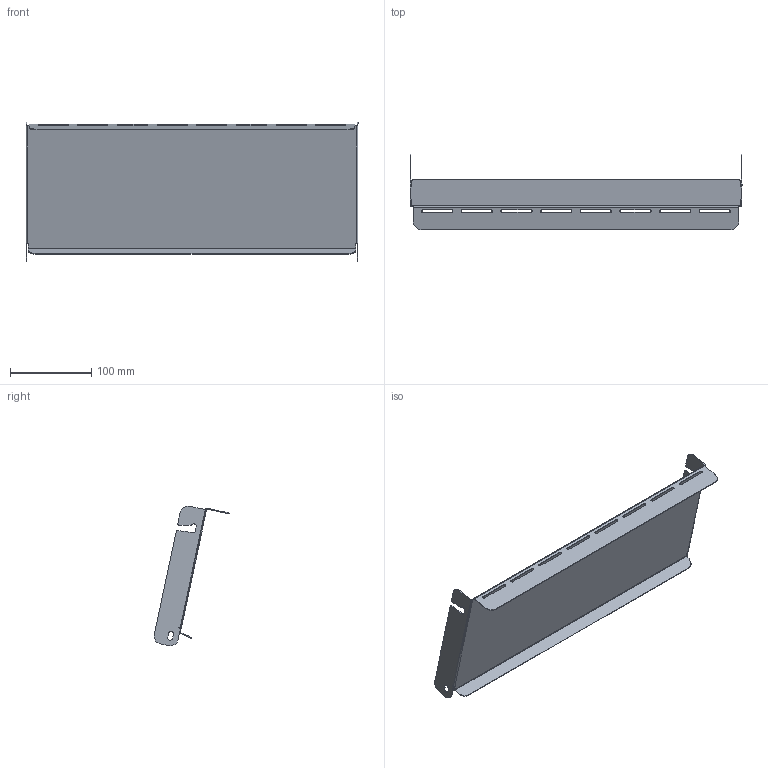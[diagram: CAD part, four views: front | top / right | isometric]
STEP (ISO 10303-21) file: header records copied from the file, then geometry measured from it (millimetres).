
FILE_DESCRIPTION(/* description */ (''),/* implementation_level */ '2;1');
FILE_NAME(/* name */ 'Door_v2',/* time_stamp */ '2024-10-23T14:49:51+09:00',/* author */ (''),/* organization */ (''),/* preprocessor_version */ 'ST-DEVELOPER v19.2',/* originating_system */ 'Rhino 8.11',/* authorisation */ '');
FILE_SCHEMA (('AUTOMOTIVE_DESIGN_CC2'));
Length unit declared in the file: millimetre
Products named in the file (1): Document
Bounding box: 408 x 93.2 x 171.68 mm (x, y, z)
Volume: 89981.3 mm3; surface area: 182162.6 mm2
Topology: 1 solids, 1 shells, 124 faces, 366 edges, 244 vertices
Faces by surface type: cylinder 70, plane 54
Entity records: 4292 total; most frequent: CARTESIAN_POINT 1241, ORIENTED_EDGE 732, DIRECTION 407, EDGE_CURVE 366, AXIS2_PLACEMENT_3D 265, VERTEX_POINT 244, B_SPLINE_CURVE_WITH_KNOTS 194, EDGE_LOOP 144
